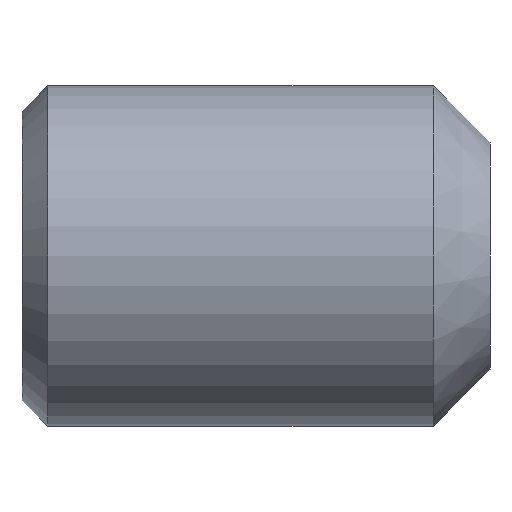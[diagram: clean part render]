
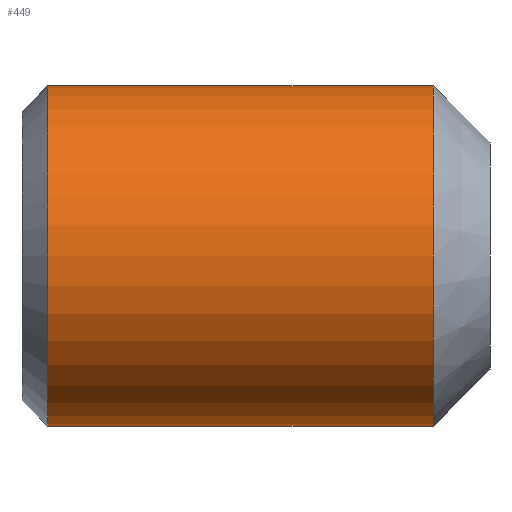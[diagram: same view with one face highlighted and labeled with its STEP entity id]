
A CAD part, front view. The second image highlights one B-rep face of the part: STEP entity #449.
In plain terms, the highlighted cylindrical face has radius 6 mm (diameter 12 mm), a partial arc.
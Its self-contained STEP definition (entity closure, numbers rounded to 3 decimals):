
#14 = VERTEX_POINT ( 'NONE', #138 ) ;
#15 = DIRECTION ( 'NONE',  ( -1., 0., 0. ) ) ;
#41 = ORIENTED_EDGE ( 'NONE', *, *, #288, .F. ) ;
#44 = EDGE_CURVE ( 'NONE', #265, #199, #227, .T. ) ;
#45 = CARTESIAN_POINT ( 'NONE',  ( 14.5, 0., 0. ) ) ;
#49 = CARTESIAN_POINT ( 'NONE',  ( 14.5, 0., 6. ) ) ;
#60 = CIRCLE ( 'NONE', #211, 6. ) ;
#68 = DIRECTION ( 'NONE',  ( 0., 0., 1. ) ) ;
#87 = CARTESIAN_POINT ( 'NONE',  ( 0.9, 0., 0. ) ) ;
#89 = DIRECTION ( 'NONE',  ( -1., 0., 0. ) ) ;
#95 = CARTESIAN_POINT ( 'NONE',  ( 0.9, 0., -6. ) ) ;
#102 = ORIENTED_EDGE ( 'NONE', *, *, #294, .F. ) ;
#121 = CIRCLE ( 'NONE', #279, 6. ) ;
#135 = DIRECTION ( 'NONE',  ( -1., 0., 0. ) ) ;
#138 = CARTESIAN_POINT ( 'NONE',  ( 14.5, 0., -6. ) ) ;
#174 = DIRECTION ( 'NONE',  ( 0., 0., 1. ) ) ;
#184 = ORIENTED_EDGE ( 'NONE', *, *, #302, .T. ) ;
#195 = LINE ( 'NONE', #345, #479 ) ;
#199 = VERTEX_POINT ( 'NONE', #255 ) ;
#211 = AXIS2_PLACEMENT_3D ( 'NONE', #87, #89, #174 ) ;
#215 = DIRECTION ( 'NONE',  ( 0., 0., 1. ) ) ;
#223 = CARTESIAN_POINT ( 'NONE',  ( -12.7, 0., 0. ) ) ;
#225 = DIRECTION ( 'NONE',  ( -1., 0., 0. ) ) ;
#227 = LINE ( 'NONE', #270, #482 ) ;
#252 = CYLINDRICAL_SURFACE ( 'NONE', #339, 6. ) ;
#255 = CARTESIAN_POINT ( 'NONE',  ( 0.9, 0., 6. ) ) ;
#265 = VERTEX_POINT ( 'NONE', #49 ) ;
#270 = CARTESIAN_POINT ( 'NONE',  ( -12.7, 0., 6. ) ) ;
#279 = AXIS2_PLACEMENT_3D ( 'NONE', #45, #418, #215 ) ;
#281 = VERTEX_POINT ( 'NONE', #95 ) ;
#288 = EDGE_CURVE ( 'NONE', #14, #281, #195, .T. ) ;
#294 = EDGE_CURVE ( 'NONE', #281, #199, #60, .T. ) ;
#302 = EDGE_CURVE ( 'NONE', #14, #265, #121, .T. ) ;
#314 = FACE_OUTER_BOUND ( 'NONE', #432, .T. ) ;
#339 = AXIS2_PLACEMENT_3D ( 'NONE', #223, #225, #68 ) ;
#344 = ORIENTED_EDGE ( 'NONE', *, *, #44, .T. ) ;
#345 = CARTESIAN_POINT ( 'NONE',  ( -12.7, 0., -6. ) ) ;
#418 = DIRECTION ( 'NONE',  ( -1., 0., 0. ) ) ;
#432 = EDGE_LOOP ( 'NONE', ( #41, #184, #344, #102 ) ) ;
#449 = ADVANCED_FACE ( 'NONE', ( #314 ), #252, .T. ) ;
#479 = VECTOR ( 'NONE', #15, 1000. ) ;
#482 = VECTOR ( 'NONE', #135, 1000. ) ;
